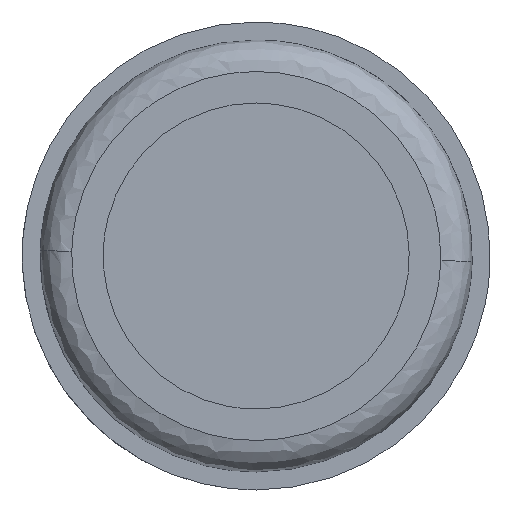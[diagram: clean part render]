
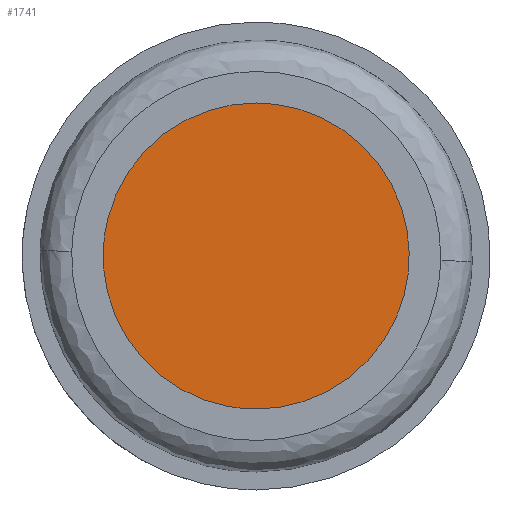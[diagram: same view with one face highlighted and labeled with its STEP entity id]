
A CAD part, front view. The second image highlights one B-rep face of the part: STEP entity #1741.
In plain terms, the highlighted free-form (B-spline) face has degree [1, 1] with [2, 2] control points.
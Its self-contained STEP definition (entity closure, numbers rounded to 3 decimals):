
#66=CARTESIAN_POINT('',(16.881,12.7,-2.007));
#67=VERTEX_POINT('',#66);
#68=CARTESIAN_POINT('',(0.0,12.7,17.0));
#69=VERTEX_POINT('',#68);
#70=CARTESIAN_POINT('',(16.881,12.7,-2.007));
#71=CARTESIAN_POINT('',(17.,12.7,-1.007));
#72=CARTESIAN_POINT('',(17.0,12.7,0.));
#73=CARTESIAN_POINT('',(17.,12.7,17.));
#74=CARTESIAN_POINT('',(0.0,12.7,17.0));
#82=(BOUNDED_CURVE()B_SPLINE_CURVE(2,(#70,#71,#72,#73,#74),.UNSPECIFIED.,.F.,.U.)B_SPLINE_CURVE_WITH_KNOTS((3,2,3),(0.23,0.25,0.5),.UNSPECIFIED.)CURVE()GEOMETRIC_REPRESENTATION_ITEM()RATIONAL_B_SPLINE_CURVE((0.956,0.976,1.0,0.707,1.0))REPRESENTATION_ITEM(''));
#83=EDGE_CURVE('',#67,#69,#82,.T.);
#124=CARTESIAN_POINT('',(-16.968,12.7,1.038));
#125=VERTEX_POINT('',#124);
#131=CARTESIAN_POINT('',(0.0,12.7,17.0));
#132=CARTESIAN_POINT('',(-15.992,12.7,17.));
#133=CARTESIAN_POINT('',(-16.968,12.7,1.038));
#141=(BOUNDED_CURVE()B_SPLINE_CURVE(2,(#131,#132,#133),.UNSPECIFIED.,.F.,.U.)B_SPLINE_CURVE_WITH_KNOTS((3,3),(0.5,0.739),.UNSPECIFIED.)CURVE()GEOMETRIC_REPRESENTATION_ITEM()RATIONAL_B_SPLINE_CURVE((1.0,0.72,0.976))REPRESENTATION_ITEM(''));
#142=EDGE_CURVE('',#69,#125,#141,.T.);
#165=CARTESIAN_POINT('',(0.0,12.7,-17.0));
#166=VERTEX_POINT('',#165);
#167=CARTESIAN_POINT('',(0.0,12.7,-17.0));
#168=CARTESIAN_POINT('',(15.099,12.7,-17.));
#169=CARTESIAN_POINT('',(16.881,12.7,-2.007));
#177=(BOUNDED_CURVE()B_SPLINE_CURVE(2,(#167,#168,#169),.UNSPECIFIED.,.F.,.U.)B_SPLINE_CURVE_WITH_KNOTS((3,3),(0.0,0.23),.UNSPECIFIED.)CURVE()GEOMETRIC_REPRESENTATION_ITEM()RATIONAL_B_SPLINE_CURVE((1.0,0.731,0.956))REPRESENTATION_ITEM(''));
#178=EDGE_CURVE('',#166,#67,#177,.T.);
#180=CARTESIAN_POINT('',(-16.968,12.7,1.038));
#181=CARTESIAN_POINT('',(-17.,12.7,0.519));
#182=CARTESIAN_POINT('',(-17.0,12.7,0.));
#183=CARTESIAN_POINT('',(-17.,12.7,-17.));
#184=CARTESIAN_POINT('',(0.0,12.7,-17.0));
#192=(BOUNDED_CURVE()B_SPLINE_CURVE(2,(#180,#181,#182,#183,#184),.UNSPECIFIED.,.F.,.U.)B_SPLINE_CURVE_WITH_KNOTS((3,2,3),(0.739,0.75,1.0),.UNSPECIFIED.)CURVE()GEOMETRIC_REPRESENTATION_ITEM()RATIONAL_B_SPLINE_CURVE((0.976,0.988,1.0,0.707,1.0))REPRESENTATION_ITEM(''));
#193=EDGE_CURVE('',#125,#166,#192,.T.);
#1730=CARTESIAN_POINT('',(-18.698,12.7,18.698));
#1731=CARTESIAN_POINT('',(-18.698,12.7,-18.698));
#1732=CARTESIAN_POINT('',(18.698,12.7,18.698));
#1733=CARTESIAN_POINT('',(18.698,12.7,-18.698));
#1734=B_SPLINE_SURFACE_WITH_KNOTS('',1,1,((#1730,#1732),(#1731,#1733)),.UNSPECIFIED.,.F.,.F.,.U.,(2,2),(2,2),(0.0,37.397),(0.0,37.396),.UNSPECIFIED.);
#1735=ORIENTED_EDGE('',*,*,#178,.T.);
#1736=ORIENTED_EDGE('',*,*,#83,.T.);
#1737=ORIENTED_EDGE('',*,*,#142,.T.);
#1738=ORIENTED_EDGE('',*,*,#193,.T.);
#1739=EDGE_LOOP('',(#1735,#1736,#1737,#1738));
#1740=FACE_OUTER_BOUND('',#1739,.T.);
#1741=ADVANCED_FACE('',(#1740),#1734,.T.);
